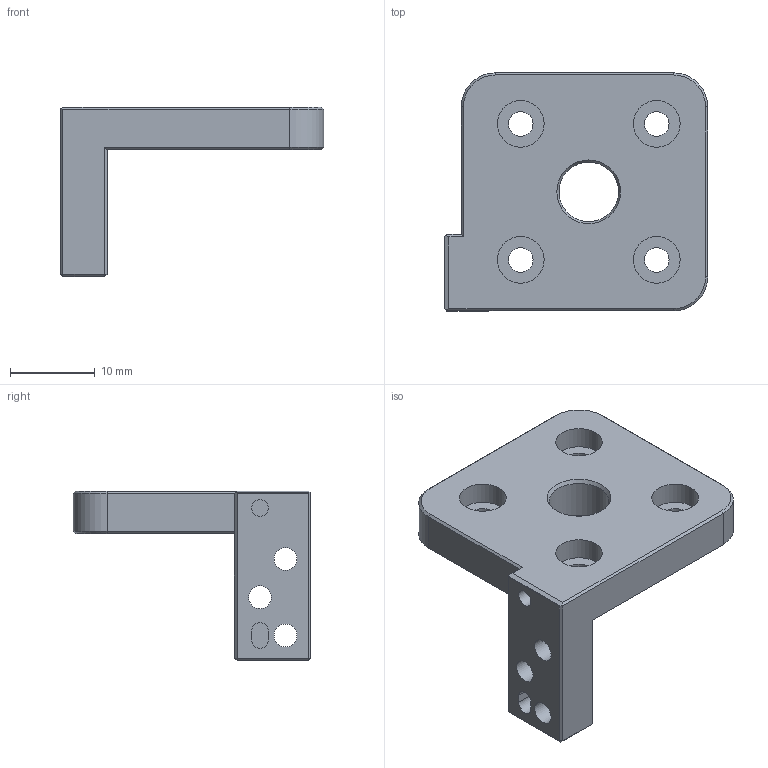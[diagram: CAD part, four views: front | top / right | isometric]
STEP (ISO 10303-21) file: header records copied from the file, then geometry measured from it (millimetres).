
FILE_DESCRIPTION(/* description */ (''),/* implementation_level */ '2;1');
FILE_NAME(/* name */ 'VRU-NEMA11 motor mount bearing support - fullsize_20210325.stp',/* time_stamp */ '2021-03-25T17:14:34-07:00',/* author */ ('hongquanli'),/* organization */ (''),/* preprocessor_version */ 'ST-DEVELOPER v18',/* originating_system */ 'Autodesk Inventor 2020',/* authorisation */ '');
FILE_SCHEMA (('AUTOMOTIVE_DESIGN { 1 0 10303 214 3 1 1 }'));
Length unit declared in the file: millimetre
Products named in the file (1): VRU-NEMA11 motor mount bearing support - fullsize
Bounding box: 31 x 28 x 20 mm (x, y, z)
Volume: 4065.8 mm3; surface area: 3093.1 mm2
Topology: 1 solids, 1 shells, 76 faces, 189 edges, 124 vertices
Faces by surface type: plane 44, cylinder 23, cone 9
Full cylindrical faces by diameter (mm): 2 x1, 2.459 x2, 2.7 x3, 2.9 x4, 5 x3, 5.5 x4, 7 x1
Entity records: 2342 total; most frequent: DIRECTION 415, CARTESIAN_POINT 388, ORIENTED_EDGE 374, EDGE_CURVE 187, AXIS2_PLACEMENT_3D 151, VERTEX_POINT 124, LINE 113, VECTOR 113
